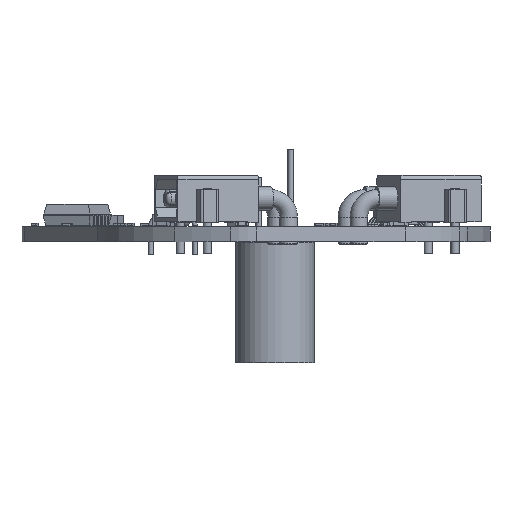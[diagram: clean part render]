
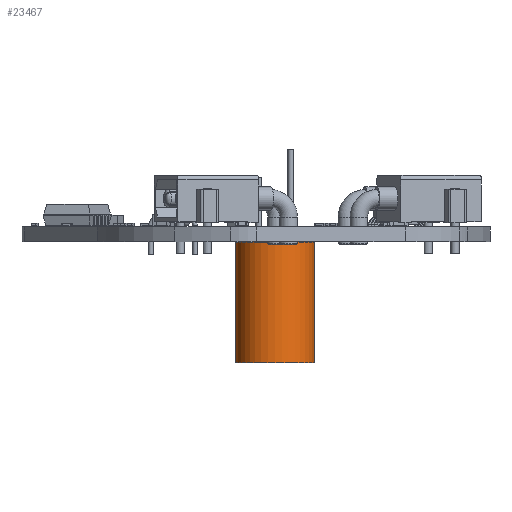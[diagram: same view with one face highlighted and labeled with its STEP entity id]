
A CAD part, left-side view. The second image highlights one B-rep face of the part: STEP entity #23467.
In plain terms, the highlighted cylindrical face has radius 4.25 mm (diameter 8.5 mm), a full revolution.
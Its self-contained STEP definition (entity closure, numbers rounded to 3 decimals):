
#23467 = ADVANCED_FACE('',(#23468),#23495,.T.);
#23468 = FACE_BOUND('',#23469,.T.);
#23469 = EDGE_LOOP('',(#23470,#23479,#23487,#23494));
#23470 = ORIENTED_EDGE('',*,*,#23471,.F.);
#23471 = EDGE_CURVE('',#23472,#23472,#23474,.T.);
#23472 = VERTEX_POINT('',#23473);
#23473 = CARTESIAN_POINT('',(6.,0.,13.));
#23474 = CIRCLE('',#23475,4.25);
#23475 = AXIS2_PLACEMENT_3D('',#23476,#23477,#23478);
#23476 = CARTESIAN_POINT('',(1.75,0.,13.));
#23477 = DIRECTION('',(0.,0.,1.));
#23478 = DIRECTION('',(1.,0.,0.));
#23479 = ORIENTED_EDGE('',*,*,#23480,.F.);
#23480 = EDGE_CURVE('',#23481,#23472,#23483,.T.);
#23481 = VERTEX_POINT('',#23482);
#23482 = CARTESIAN_POINT('',(6.,0.,0.));
#23483 = LINE('',#23484,#23485);
#23484 = CARTESIAN_POINT('',(6.,0.,0.));
#23485 = VECTOR('',#23486,1.);
#23486 = DIRECTION('',(0.,0.,1.));
#23487 = ORIENTED_EDGE('',*,*,#23488,.T.);
#23488 = EDGE_CURVE('',#23481,#23481,#23489,.T.);
#23489 = CIRCLE('',#23490,4.25);
#23490 = AXIS2_PLACEMENT_3D('',#23491,#23492,#23493);
#23491 = CARTESIAN_POINT('',(1.75,0.,0.));
#23492 = DIRECTION('',(0.,0.,1.));
#23493 = DIRECTION('',(1.,0.,0.));
#23494 = ORIENTED_EDGE('',*,*,#23480,.T.);
#23495 = CYLINDRICAL_SURFACE('',#23496,4.25);
#23496 = AXIS2_PLACEMENT_3D('',#23497,#23498,#23499);
#23497 = CARTESIAN_POINT('',(1.75,0.,0.));
#23498 = DIRECTION('',(0.,0.,1.));
#23499 = DIRECTION('',(1.,0.,0.));
